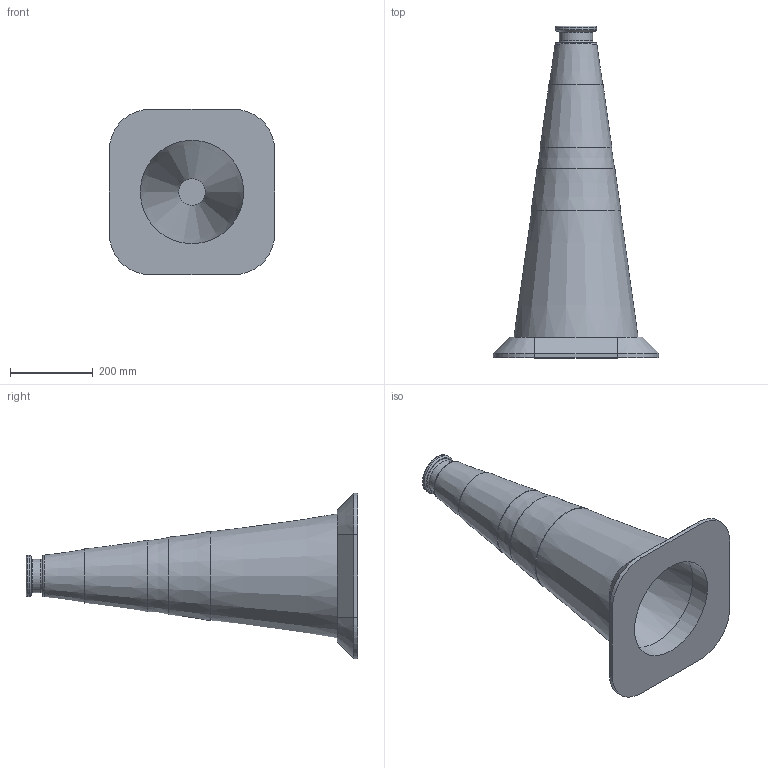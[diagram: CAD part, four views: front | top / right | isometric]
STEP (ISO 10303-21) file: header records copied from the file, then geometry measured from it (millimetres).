
FILE_DESCRIPTION(/* description */ (''),/* implementation_level */ '2;1');
FILE_NAME(/* name */ '28 inch.stp',/* time_stamp */ '2018-01-10T14:04:01+07:00',/* author */ ('Syamsi'),/* organization */ (''),/* preprocessor_version */ 'ST-DEVELOPER v15.6',/* originating_system */ 'Autodesk Inventor 2015',/* authorisation */ '');
FILE_SCHEMA (('AUTOMOTIVE_DESIGN { 1 0 10303 214 3 1 1 }'));
Length unit declared in the file: millimetre
Products named in the file (1): 28 inch
Bounding box: 400 x 801.2 x 400 mm (x, y, z)
Volume: 14223931.3 mm3; surface area: 1079210.7 mm2
Topology: 1 solids, 1 shells, 42 faces, 85 edges, 50 vertices
Faces by surface type: plane 15, cone 14, cylinder 8, torus 5
Full cylindrical faces by diameter (mm): 60 x1, 80 x1, 100 x1, 249.508 x1
Entity records: 1005 total; most frequent: DIRECTION 186, CARTESIAN_POINT 155, ORIENTED_EDGE 128, AXIS2_PLACEMENT_3D 79, EDGE_LOOP 66, EDGE_CURVE 64, VERTEX_POINT 48, FACE_OUTER_BOUND 42
